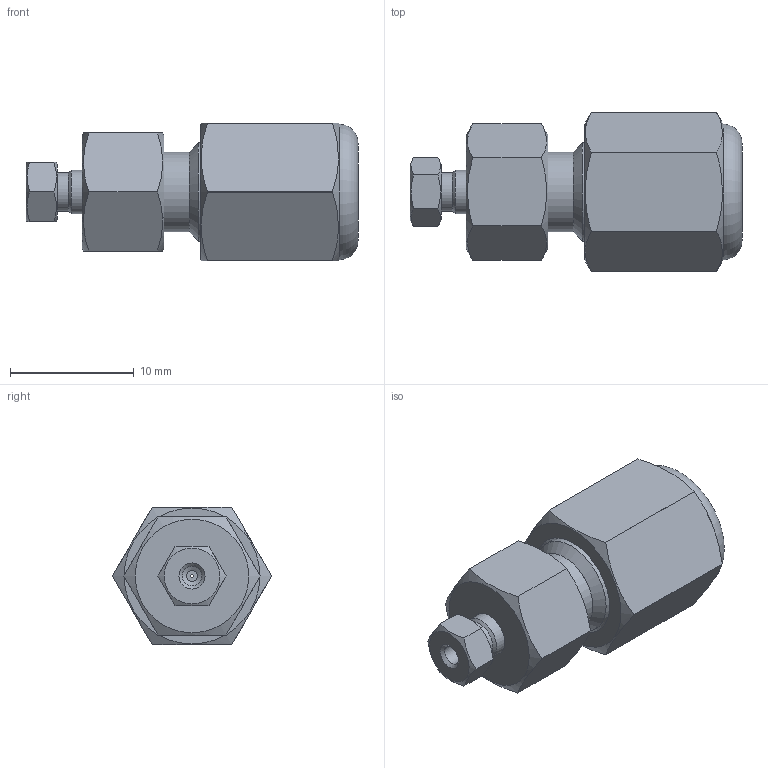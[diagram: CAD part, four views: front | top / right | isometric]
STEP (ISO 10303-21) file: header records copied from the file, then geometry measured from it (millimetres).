
FILE_DESCRIPTION((''),'2;1');
FILE_NAME('305168-EZRU2.5 External-internal reducing union.stp','2013-08-23T11:44:53',('Franzp'),(''),'Autodesk Inventor 2013','Autodesk Inventor 2013','');
FILE_SCHEMA(('AUTOMOTIVE_DESIGN { 1 0 10303 214 1 1 1 1 }'));
Length unit declared in the file: millimetre
Products named in the file (1): 305168_Shrinkwrap_1
Bounding box: 26.79 x 12.83 x 11.11 mm (x, y, z)
Surface area: 1351.3 mm2 (no closed solid volume)
Topology: 0 solids, 8 shells, 50 faces, 134 edges, 88 vertices
Faces by surface type: plane 28, cone 15, cylinder 6, torus 1
Full cylindrical faces by diameter (mm): 1.575 x1, 3.073 x1, 3.3 x1, 3.505 x1, 6.42 x1, 7.938 x1
Entity records: 1495 total; most frequent: CARTESIAN_POINT 317, DIRECTION 224, ORIENTED_EDGE 178, EDGE_CURVE 109, AXIS2_PLACEMENT_3D 100, VERTEX_POINT 85, EDGE_LOOP 82, FACE_OUTER_BOUND 50
